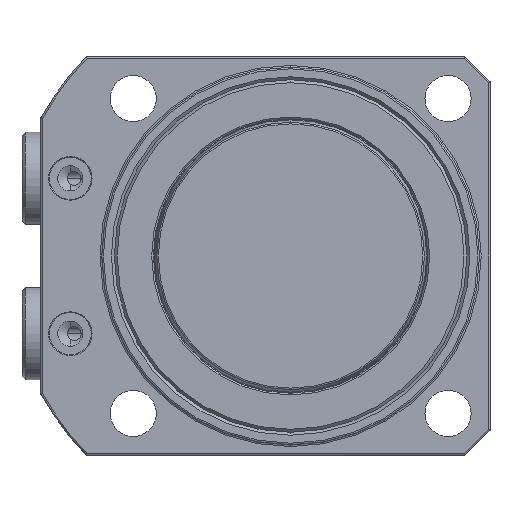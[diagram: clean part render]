
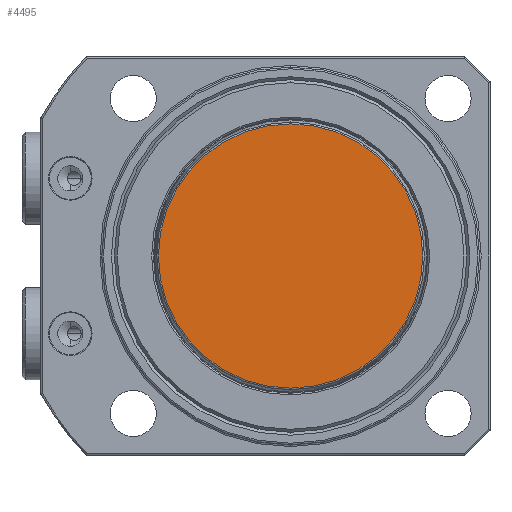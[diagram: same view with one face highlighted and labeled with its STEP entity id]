
A CAD part, front view. The second image highlights one B-rep face of the part: STEP entity #4495.
In plain terms, the highlighted planar face has unit normal (0, -1, 0).
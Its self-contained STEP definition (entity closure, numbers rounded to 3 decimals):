
#138 = AXIS2_PLACEMENT_3D ( 'NONE', #2616, #2617, #2618 ) ;
#198 = FACE_OUTER_BOUND ( 'NONE', #898, .T. ) ;
#434 = AXIS2_PLACEMENT_3D ( 'NONE', #1848, #1849, #1850 ) ;
#440 = AXIS2_PLACEMENT_3D ( 'NONE', #1890, #1891, #1892 ) ;
#869 = ORIENTED_EDGE ( 'NONE', *, *, #4535, .T. ) ;
#870 = ORIENTED_EDGE ( 'NONE', *, *, #4549, .T. ) ;
#898 = EDGE_LOOP ( 'NONE', ( #870, #869 ) ) ;
#1469 = CARTESIAN_POINT ( 'NONE',  ( 0., 0., 31.492 ) ) ;
#1473 = CARTESIAN_POINT ( 'NONE',  ( 0., 0., -31.492 ) ) ;
#1848 = CARTESIAN_POINT ( 'NONE',  ( 0., 0., 0. ) ) ;
#1849 = DIRECTION ( 'NONE',  ( 0., -1., 0. ) ) ;
#1850 = DIRECTION ( 'NONE',  ( 0., 0., 1. ) ) ;
#1890 = CARTESIAN_POINT ( 'NONE',  ( 0., 0., 0. ) ) ;
#1891 = DIRECTION ( 'NONE',  ( 0., -1., 0. ) ) ;
#1892 = DIRECTION ( 'NONE',  ( 0., 0., 1. ) ) ;
#2615 = PLANE ( 'NONE',  #138 ) ;
#2616 = CARTESIAN_POINT ( 'NONE',  ( 31.772, 0., 0. ) ) ;
#2617 = DIRECTION ( 'NONE',  ( 0., 1., 0. ) ) ;
#2618 = DIRECTION ( 'NONE',  ( 0., 0., 1. ) ) ;
#3603 = CIRCLE ( 'NONE', #440, 31.492 ) ;
#3613 = CIRCLE ( 'NONE', #434, 31.492 ) ;
#4495 = ADVANCED_FACE ( 'NONE', ( #198 ), #2615, .F. ) ;
#4535 = EDGE_CURVE ( 'NONE', #5517, #5513, #3613, .T. ) ;
#4549 = EDGE_CURVE ( 'NONE', #5513, #5517, #3603, .T. ) ;
#5513 = VERTEX_POINT ( 'NONE', #1469 ) ;
#5517 = VERTEX_POINT ( 'NONE', #1473 ) ;
